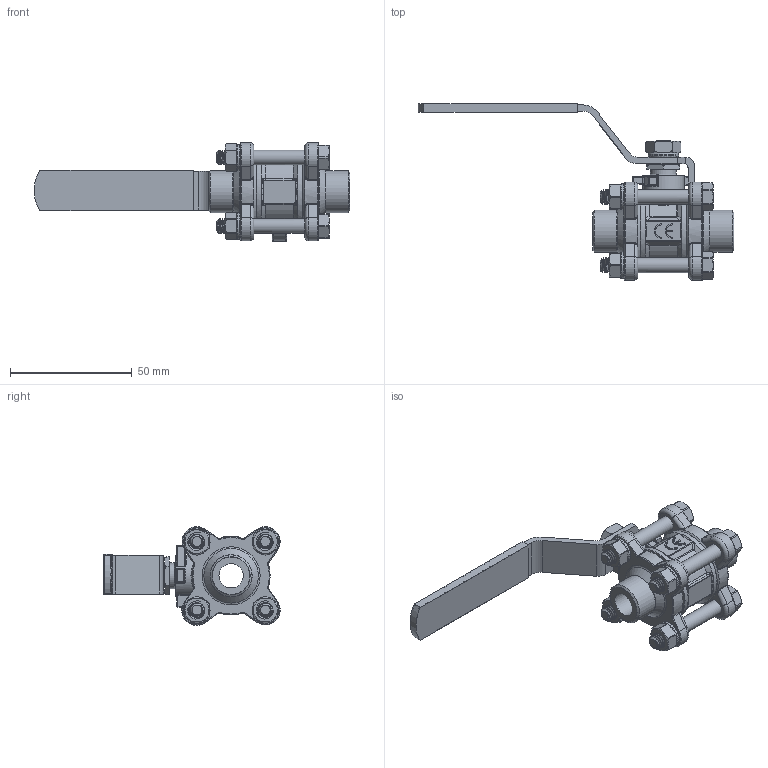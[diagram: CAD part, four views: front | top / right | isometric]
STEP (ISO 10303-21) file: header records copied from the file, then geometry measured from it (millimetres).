
FILE_DESCRIPTION((''),'2;1');
FILE_NAME('913-10.stp','2012-04-05T09:33:26',('gkl'),(''),'Autodesk Inventor 2012','Autodesk Inventor 2012','');
FILE_SCHEMA(('AUTOMOTIVE_DESIGN { 1 0 10303 214 1 1 1 1 }'));
Length unit declared in the file: millimetre
Products named in the file (1): 9110zh-3_asm
Bounding box: 129.79 x 72.45 x 40.47 mm (x, y, z)
Volume: 45632.4 mm3; surface area: 40761.8 mm2
Topology: 28 solids, 28 shells, 1645 faces, 4479 edges, 2931 vertices
Faces by surface type: plane 881, cylinder 337, bspline 222, torus 109, cone 70, sphere 26
Full cylindrical faces by diameter (mm): 6 x44, 6.8 x9, 8 x3, 8.3 x1, 8.5 x1, 10 x6, 10.1 x1, 10.5 x1, 10.6 x1, 11.3 x1, 11.5 x3, 17.2 x2, 20 x4, 21.5 x2, 23.5 x4, 27.5 x4, 32 x2
Entity records: 81550 total; most frequent: CARTESIAN_POINT 43707, ORIENTED_EDGE 8394, DIRECTION 6788, EDGE_CURVE 4197, VERTEX_POINT 2827, VECTOR 2432, LINE 2432, AXIS2_PLACEMENT_3D 2178
